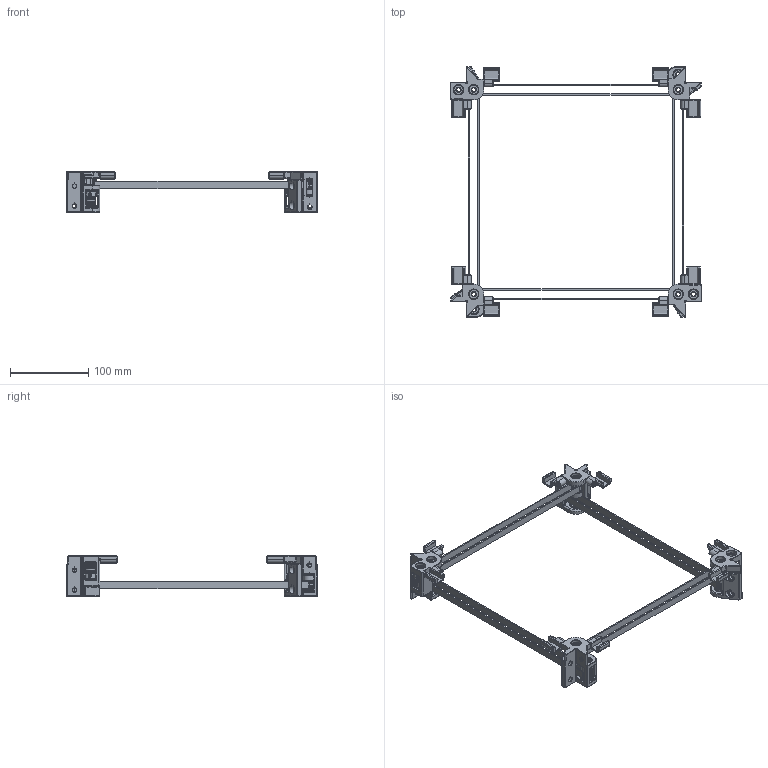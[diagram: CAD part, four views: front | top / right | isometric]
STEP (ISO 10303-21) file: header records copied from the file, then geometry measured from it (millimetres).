
FILE_DESCRIPTION(/* description */ (''),/* implementation_level */ '2;1');
FILE_NAME(/* name */ 'XY_Assembly_F695.step',/* time_stamp */ '2024-05-24T10:52:50-04:00',/* author */ (''),/* organization */ (''),/* preprocessor_version */ 'ST-DEVELOPER v20',/* originating_system */ 'Autodesk Translation Framework v13.14.0.145',/* authorisation */ '');
FILE_SCHEMA (('AUTOMOTIVE_DESIGN { 1 0 10303 214 3 1 1 }'));
Length unit declared in the file: millimetre
Products named in the file (23): DoubleShearDoublePulley_XY_V2; XDrive; XDrive_F695_DoubleShearDoublePulley; Bearings and Pulleys; YDrive; YDrive_F695_DoubleShearDoublePulley; Bearings and Pulleys_1; XDrive_1; XDrive_F695_DoubleShearDoublePulley_1; XDrive_F695; Endstop_Y-MIN; Endstop_X-MAX; Bearings and Pulleys_2; YDrive_1; Pulleys and Bearings; YDrive_F695_DoubleShearDoublePulley_1; Endstop_X-MAX_1; Endstop_Y-MIN_1; YDrive_F695; Bearings and Pulleys_3; Mellow GT2 20T 9mm Pulley; F695-2RS; Belt
Assembly tree (56 placements, depth 5):
  DoubleShearDoublePulley_XY_V2
    XDrive
      Pulleys and Bearings
      XDrive_F695_DoubleShearDoublePulley
        XDrive_F695
        Endstop_Y-MIN
        Endstop_X-MAX
        Bearings and Pulleys
          Mellow GT2 20T 9mm Pulley  x2
          F695-2RS  x4
      Belt
    YDrive
      Pulleys and Bearings
      YDrive_F695_DoubleShearDoublePulley
        Endstop_X-MAX_1
        Endstop_Y-MIN_1
        YDrive_F695
        Bearings and Pulleys_1
          Mellow GT2 20T 9mm Pulley  x2
          F695-2RS  x4
      Belt
    XDrive_1
      Pulleys and Bearings
      XDrive_F695_DoubleShearDoublePulley_1
        XDrive_F695
        Endstop_Y-MIN
        Endstop_X-MAX
        Bearings and Pulleys_2
          Mellow GT2 20T 9mm Pulley  x2
          F695-2RS  x4
      Belt
    YDrive_1
      Pulleys and Bearings
      YDrive_F695_DoubleShearDoublePulley_1
        Endstop_X-MAX_1
        Endstop_Y-MIN_1
        YDrive_F695
        Bearings and Pulleys_3
          Mellow GT2 20T 9mm Pulley  x2
          F695-2RS  x4
      Belt
Bounding box: 320 x 320 x 51.1 mm (x, y, z)
Volume: 174684.2 mm3; surface area: 138180.8 mm2
Topology: 56 solids, 56 shells, 3462 faces, 8378 edges, 5120 vertices
Faces by surface type: cylinder 1312, plane 1256, cone 470, torus 198, bspline 194, sphere 32
Full cylindrical faces by diameter (mm): 2.5 x8, 3 x32, 3.4 x8, 5 x24, 6.5 x32, 11.5 x32, 12.5 x16, 13 x16, 15 x16, 16 x16, 16.5 x16
Entity records: 40393 total; most frequent: CARTESIAN_POINT 11475, DIRECTION 6129, ORIENTED_EDGE 5768, EDGE_CURVE 2884, AXIS2_PLACEMENT_3D 2230, VERTEX_POINT 1736, LINE 1669, VECTOR 1669
